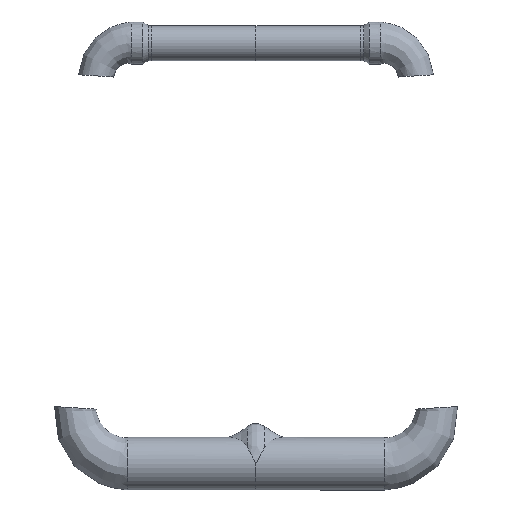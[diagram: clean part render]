
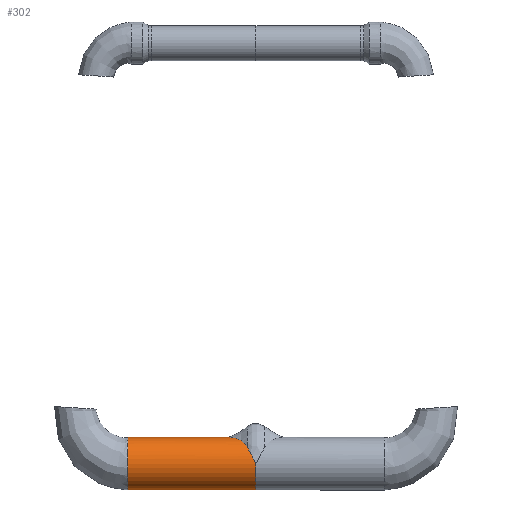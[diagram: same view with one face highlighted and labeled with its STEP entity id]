
A CAD part, front view. The second image highlights one B-rep face of the part: STEP entity #302.
In plain terms, the highlighted cylindrical face has radius 7.5 mm (diameter 15 mm), a full revolution.
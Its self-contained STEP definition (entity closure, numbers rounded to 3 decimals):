
#32=CIRCLE('',#339,7.5);
#33=CIRCLE('',#340,7.5);
#53=LINE('',#729,#63);
#63=VECTOR('',#373,10.);
#73=CYLINDRICAL_SURFACE('',#338,7.5);
#82=FACE_OUTER_BOUND('',#101,.T.);
#101=EDGE_LOOP('',(#214,#215,#216,#217,#218,#219,#220,#221));
#117=B_SPLINE_CURVE_WITH_KNOTS('',3,(#496,#497,#498,#499,#500,#501,#502,
#503),.UNSPECIFIED.,.F.,.F.,(4,2,2,4),(-0.002,0.,0.284,
0.552),.UNSPECIFIED.);
#121=B_SPLINE_CURVE_WITH_KNOTS('',3,(#539,#540,#541,#542,#543,#544,#545,
#546),.UNSPECIFIED.,.F.,.F.,(4,2,2,4),(0.,0.268,0.552,
0.554),.UNSPECIFIED.);
#125=B_SPLINE_CURVE_WITH_KNOTS('',3,(#699,#700,#701,#702,#703,#704,#705,
#706,#707,#708,#709,#710,#711,#712),.UNSPECIFIED.,.F.,.F.,(4,2,2,2,2,2,
4),(-2.529,-2.225,-1.939,-1.611,
-1.377,-1.279,-1.23),.UNSPECIFIED.);
#126=B_SPLINE_CURVE_WITH_KNOTS('',3,(#713,#714,#715,#716,#717,#718,#719,
#720,#721,#722,#723,#724,#725,#726),.UNSPECIFIED.,.F.,.F.,(4,2,2,2,2,2,
4),(-1.23,-1.22,-1.157,-0.996,
-0.663,-0.277,0.),.UNSPECIFIED.);
#133=VERTEX_POINT('',#494);
#134=VERTEX_POINT('',#495);
#137=VERTEX_POINT('',#529);
#138=VERTEX_POINT('',#538);
#140=VERTEX_POINT('',#698);
#141=VERTEX_POINT('',#728);
#158=EDGE_CURVE('',#133,#134,#117,.T.);
#162=EDGE_CURVE('',#138,#137,#121,.T.);
#166=EDGE_CURVE('',#134,#140,#125,.T.);
#167=EDGE_CURVE('',#140,#138,#126,.T.);
#168=EDGE_CURVE('',#141,#137,#53,.T.);
#169=EDGE_CURVE('',#141,#141,#32,.T.);
#170=EDGE_CURVE('',#137,#133,#33,.T.);
#214=ORIENTED_EDGE('',*,*,#158,.T.);
#215=ORIENTED_EDGE('',*,*,#166,.T.);
#216=ORIENTED_EDGE('',*,*,#167,.T.);
#217=ORIENTED_EDGE('',*,*,#162,.T.);
#218=ORIENTED_EDGE('',*,*,#168,.F.);
#219=ORIENTED_EDGE('',*,*,#169,.F.);
#220=ORIENTED_EDGE('',*,*,#168,.T.);
#221=ORIENTED_EDGE('',*,*,#170,.T.);
#302=ADVANCED_FACE('',(#82),#73,.T.);
#338=AXIS2_PLACEMENT_3D('',#727,#371,#372);
#339=AXIS2_PLACEMENT_3D('',#730,#374,#375);
#340=AXIS2_PLACEMENT_3D('',#731,#376,#377);
#371=DIRECTION('center_axis',(1.,0.,0.));
#372=DIRECTION('ref_axis',(0.,-1.,0.));
#373=DIRECTION('',(1.,0.,0.));
#374=DIRECTION('center_axis',(-1.,0.,0.));
#375=DIRECTION('ref_axis',(0.,0.809,0.588));
#376=DIRECTION('center_axis',(-1.,0.,0.));
#377=DIRECTION('ref_axis',(0.,-1.,0.));
#494=CARTESIAN_POINT('',(0.,-7.5,-60.));
#495=CARTESIAN_POINT('',(-2.444,-5.911,-55.384));
#496=CARTESIAN_POINT('Ctrl Pts',(0.,-7.5,-60.));
#497=CARTESIAN_POINT('Ctrl Pts',(-0.003,-7.5,-59.994));
#498=CARTESIAN_POINT('Ctrl Pts',(-0.006,-7.5,
-59.989));
#499=CARTESIAN_POINT('Ctrl Pts',(-0.431,-7.498,-59.135));
#500=CARTESIAN_POINT('Ctrl Pts',(-0.868,-7.352,-58.294));
#501=CARTESIAN_POINT('Ctrl Pts',(-1.695,-6.803,-56.743));
#502=CARTESIAN_POINT('Ctrl Pts',(-2.086,-6.414,-56.028));
#503=CARTESIAN_POINT('Ctrl Pts',(-2.444,-5.911,-55.384));
#529=CARTESIAN_POINT('',(0.,7.5,-60.));
#538=CARTESIAN_POINT('',(-2.444,5.911,-55.384));
#539=CARTESIAN_POINT('Ctrl Pts',(-2.444,5.911,-55.384));
#540=CARTESIAN_POINT('Ctrl Pts',(-2.086,6.414,-56.028));
#541=CARTESIAN_POINT('Ctrl Pts',(-1.695,6.803,-56.743));
#542=CARTESIAN_POINT('Ctrl Pts',(-0.868,7.352,-58.294));
#543=CARTESIAN_POINT('Ctrl Pts',(-0.431,7.498,-59.135));
#544=CARTESIAN_POINT('Ctrl Pts',(-0.006,7.5,
-59.989));
#545=CARTESIAN_POINT('Ctrl Pts',(-0.003,7.5,
-59.994));
#546=CARTESIAN_POINT('Ctrl Pts',(0.,7.5,-60.));
#698=CARTESIAN_POINT('',(-7.772,0.,-52.5));
#699=CARTESIAN_POINT('Ctrl Pts',(-2.444,-5.911,-55.384));
#700=CARTESIAN_POINT('Ctrl Pts',(-2.798,-5.413,-54.746));
#701=CARTESIAN_POINT('Ctrl Pts',(-3.234,-4.843,-54.228));
#702=CARTESIAN_POINT('Ctrl Pts',(-4.221,-3.681,-53.43));
#703=CARTESIAN_POINT('Ctrl Pts',(-4.753,-3.105,-53.146));
#704=CARTESIAN_POINT('Ctrl Pts',(-5.991,-1.876,-52.705));
#705=CARTESIAN_POINT('Ctrl Pts',(-6.616,-1.316,-52.606));
#706=CARTESIAN_POINT('Ctrl Pts',(-7.309,-0.661,-52.524));
#707=CARTESIAN_POINT('Ctrl Pts',(-7.547,-0.423,-52.51));
#708=CARTESIAN_POINT('Ctrl Pts',(-7.726,-0.165,-52.501));
#709=CARTESIAN_POINT('Ctrl Pts',(-7.752,-0.109,-52.501));
#710=CARTESIAN_POINT('Ctrl Pts',(-7.769,-0.041,
-52.5));
#711=CARTESIAN_POINT('Ctrl Pts',(-7.772,-0.02,
-52.5));
#712=CARTESIAN_POINT('Ctrl Pts',(-7.772,0.,
-52.5));
#713=CARTESIAN_POINT('Ctrl Pts',(-7.772,0.,
-52.5));
#714=CARTESIAN_POINT('Ctrl Pts',(-7.772,0.004,
-52.5));
#715=CARTESIAN_POINT('Ctrl Pts',(-7.772,0.009,
-52.5));
#716=CARTESIAN_POINT('Ctrl Pts',(-7.77,0.039,-52.5));
#717=CARTESIAN_POINT('Ctrl Pts',(-7.764,0.068,-52.5));
#718=CARTESIAN_POINT('Ctrl Pts',(-7.715,0.193,-52.502));
#719=CARTESIAN_POINT('Ctrl Pts',(-7.633,0.308,-52.505));
#720=CARTESIAN_POINT('Ctrl Pts',(-7.184,0.801,-52.535));
#721=CARTESIAN_POINT('Ctrl Pts',(-6.657,1.267,-52.586));
#722=CARTESIAN_POINT('Ctrl Pts',(-5.382,2.466,-52.886));
#723=CARTESIAN_POINT('Ctrl Pts',(-4.561,3.288,-53.178));
#724=CARTESIAN_POINT('Ctrl Pts',(-3.274,4.79,-54.18));
#725=CARTESIAN_POINT('Ctrl Pts',(-2.815,5.39,-54.716));
#726=CARTESIAN_POINT('Ctrl Pts',(-2.444,5.911,-55.384));
#727=CARTESIAN_POINT('Origin',(-36.533,0.,
-60.));
#728=CARTESIAN_POINT('',(-36.533,7.5,-60.));
#729=CARTESIAN_POINT('',(-36.533,7.5,-60.));
#730=CARTESIAN_POINT('Origin',(-36.533,0.,-60.));
#731=CARTESIAN_POINT('Origin',(0.,0.,
-60.));
